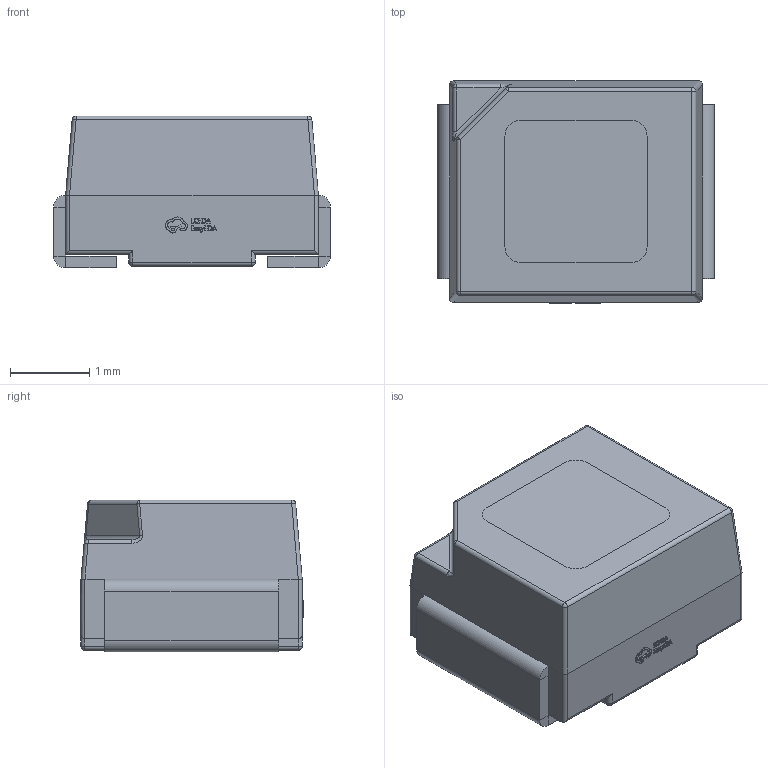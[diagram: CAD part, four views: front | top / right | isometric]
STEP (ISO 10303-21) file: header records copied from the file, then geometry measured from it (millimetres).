
FILE_DESCRIPTION (( 'STEP AP214' ), '1' );
FILE_NAME ('LED-SMD_L3.1-W2.7-H1.9.step', '2022-07-08T12:40:37', ( '' ), ( '' ), 'SwSTEP 2.0', 'SolidWorks 2020', '' );
FILE_SCHEMA (( 'AUTOMOTIVE_DESIGN' ));
Length unit declared in the file: millimetre
Products named in the file (1): LED-SMD_L3.1-W2.7-H1.9
Bounding box: 3.5 x 2.81 x 1.92 mm (x, y, z)
Volume: 16.6 mm3; surface area: 57.4 mm2
Topology: 2 solids, 2 shells, 412 faces, 1054 edges, 666 vertices
Faces by surface type: plane 231, bspline 115, cylinder 48, sphere 14, torus 4
Entity records: 17903 total; most frequent: CARTESIAN_POINT 4316, ORIENTED_EDGE 2092, DIRECTION 1483, EDGE_CURVE 1046, VECTOR 713, LINE 713, VERTEX_POINT 666, EDGE_LOOP 440
